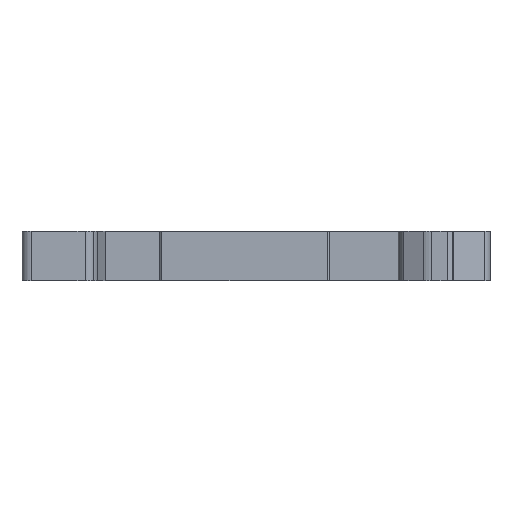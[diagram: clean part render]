
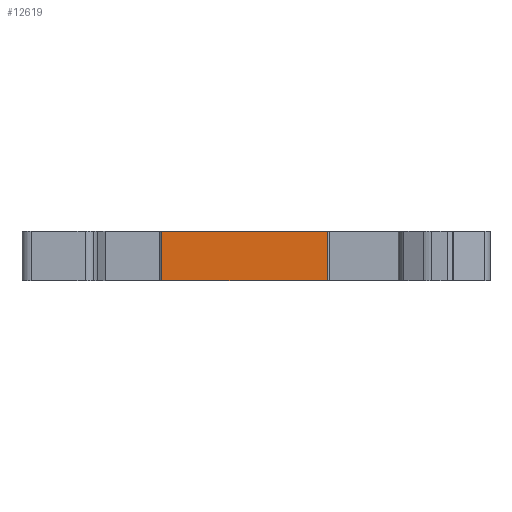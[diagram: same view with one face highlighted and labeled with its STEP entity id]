
A CAD part, front view. The second image highlights one B-rep face of the part: STEP entity #12619.
In plain terms, the highlighted planar face has unit normal (0, -1, 0).
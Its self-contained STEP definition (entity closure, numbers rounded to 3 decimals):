
#368 = CARTESIAN_POINT ( 'NONE',  ( -5.35, -23.35, 0. ) ) ;
#1450 = ORIENTED_EDGE ( 'NONE', *, *, #5121, .T. ) ;
#2049 = EDGE_LOOP ( 'NONE', ( #10014, #6019, #1450, #4483 ) ) ;
#2271 = LINE ( 'NONE', #12732, #5574 ) ;
#2599 = CARTESIAN_POINT ( 'NONE',  ( -14.907, -23.35, -5.2 ) ) ;
#2721 = CARTESIAN_POINT ( 'NONE',  ( 12., -23.35, -5.2 ) ) ;
#4210 = DIRECTION ( 'NONE',  ( 0., 0., -1. ) ) ;
#4483 = ORIENTED_EDGE ( 'NONE', *, *, #5259, .T. ) ;
#4694 = CARTESIAN_POINT ( 'NONE',  ( -14.907, -23.35, 0. ) ) ;
#4946 = LINE ( 'NONE', #12145, #11567 ) ;
#5052 = VECTOR ( 'NONE', #4210, 1000. ) ;
#5121 = EDGE_CURVE ( 'NONE', #5571, #15038, #2271, .T. ) ;
#5225 = CARTESIAN_POINT ( 'NONE',  ( -5.35, -23.35, -5.2 ) ) ;
#5259 = EDGE_CURVE ( 'NONE', #15038, #6698, #4946, .T. ) ;
#5563 = CARTESIAN_POINT ( 'NONE',  ( -5.35, -23.35, -5.2 ) ) ;
#5571 = VERTEX_POINT ( 'NONE', #5563 ) ;
#5574 = VECTOR ( 'NONE', #9090, 1000. ) ;
#6019 = ORIENTED_EDGE ( 'NONE', *, *, #15514, .T. ) ;
#6539 = PLANE ( 'NONE',  #13956 ) ;
#6698 = VERTEX_POINT ( 'NONE', #13393 ) ;
#6767 = VERTEX_POINT ( 'NONE', #368 ) ;
#7138 = DIRECTION ( 'NONE',  ( 0., 0., 1. ) ) ;
#7339 = DIRECTION ( 'NONE',  ( 1., 0., 0. ) ) ;
#7402 = DIRECTION ( 'NONE',  ( -1., 0., 0. ) ) ;
#9090 = DIRECTION ( 'NONE',  ( 1., 0., 0. ) ) ;
#9615 = VECTOR ( 'NONE', #7339, 1000. ) ;
#10014 = ORIENTED_EDGE ( 'NONE', *, *, #10848, .F. ) ;
#10848 = EDGE_CURVE ( 'NONE', #6767, #6698, #12112, .T. ) ;
#11301 = DIRECTION ( 'NONE',  ( 0., -1., 0. ) ) ;
#11567 = VECTOR ( 'NONE', #7138, 1000. ) ;
#12112 = LINE ( 'NONE', #4694, #9615 ) ;
#12145 = CARTESIAN_POINT ( 'NONE',  ( 12., -23.35, 0. ) ) ;
#12433 = LINE ( 'NONE', #5225, #5052 ) ;
#12505 = FACE_OUTER_BOUND ( 'NONE', #2049, .T. ) ;
#12619 = ADVANCED_FACE ( 'NONE', ( #12505 ), #6539, .T. ) ;
#12732 = CARTESIAN_POINT ( 'NONE',  ( -14.907, -23.35, -5.2 ) ) ;
#13393 = CARTESIAN_POINT ( 'NONE',  ( 12., -23.35, 0. ) ) ;
#13956 = AXIS2_PLACEMENT_3D ( 'NONE', #2599, #11301, #7402 ) ;
#15038 = VERTEX_POINT ( 'NONE', #2721 ) ;
#15514 = EDGE_CURVE ( 'NONE', #6767, #5571, #12433, .T. ) ;
